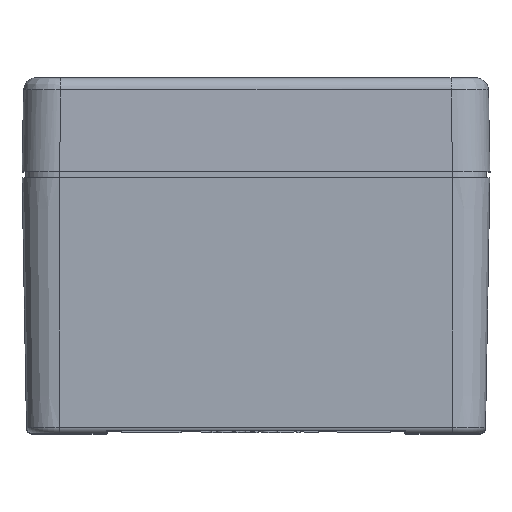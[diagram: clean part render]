
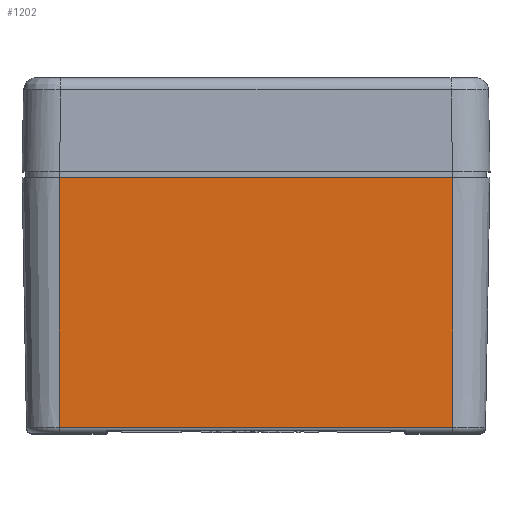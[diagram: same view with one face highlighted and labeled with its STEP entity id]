
A CAD part, top view. The second image highlights one B-rep face of the part: STEP entity #1202.
In plain terms, the highlighted planar face has unit normal (0, -0.018, 1).
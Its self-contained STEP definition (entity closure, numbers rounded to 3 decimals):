
#1202 = ADVANCED_FACE( '', ( #3007 ), #3008, .T. );
#3007 = FACE_OUTER_BOUND( '', #5883, .T. );
#3008 = PLANE( '', #5884 );
#5883 = EDGE_LOOP( '', ( #13986, #13987, #13988, #13989 ) );
#5884 = AXIS2_PLACEMENT_3D( '', #13990, #13991, #13992 );
#13986 = ORIENTED_EDGE( '', *, *, #17163, .T. );
#13987 = ORIENTED_EDGE( '', *, *, #15909, .F. );
#13988 = ORIENTED_EDGE( '', *, *, #17052, .F. );
#13989 = ORIENTED_EDGE( '', *, *, #17138, .T. );
#13990 = CARTESIAN_POINT( '', ( -32.644, 42., 40. ) );
#13991 = DIRECTION( '', ( 0., -0.017, 1. ) );
#13992 = DIRECTION( '', ( -1., 0., 0. ) );
#15909 = EDGE_CURVE( '', #18504, #18506, #18507, .T. );
#17052 = EDGE_CURVE( '', #20501, #18504, #20502, .T. );
#17138 = EDGE_CURVE( '', #20501, #20635, #20637, .T. );
#17163 = EDGE_CURVE( '', #20635, #18506, #20671, .T. );
#18504 = VERTEX_POINT( '', #22837 );
#18506 = VERTEX_POINT( '', #22839 );
#18507 = LINE( '', #22840, #22841 );
#20501 = VERTEX_POINT( '', #26855 );
#20502 = LINE( '', #26856, #26857 );
#20635 = VERTEX_POINT( '', #27129 );
#20637 = LINE( '', #27131, #27132 );
#20671 = LINE( '', #27190, #27191 );
#22837 = CARTESIAN_POINT( '', ( -31.5, 41., 39.983 ) );
#22839 = CARTESIAN_POINT( '', ( 31.5, 41., 39.983 ) );
#22840 = CARTESIAN_POINT( '', ( -31.5, 41., 39.983 ) );
#22841 = VECTOR( '', #32171, 1000. );
#26855 = CARTESIAN_POINT( '', ( -31.5, 0.983, 39.284 ) );
#26856 = CARTESIAN_POINT( '', ( -31.5, 0.983, 39.284 ) );
#26857 = VECTOR( '', #33299, 1000. );
#27129 = CARTESIAN_POINT( '', ( 31.5, 0.983, 39.284 ) );
#27131 = CARTESIAN_POINT( '', ( -31.5, 0.983, 39.284 ) );
#27132 = VECTOR( '', #33384, 1000. );
#27190 = CARTESIAN_POINT( '', ( 31.5, 0.983, 39.284 ) );
#27191 = VECTOR( '', #33415, 1000. );
#32171 = DIRECTION( '', ( 1., 0., 0. ) );
#33299 = DIRECTION( '', ( 0., 1., 0.017 ) );
#33384 = DIRECTION( '', ( 1., 0., 0. ) );
#33415 = DIRECTION( '', ( 0., 1., 0.017 ) );
